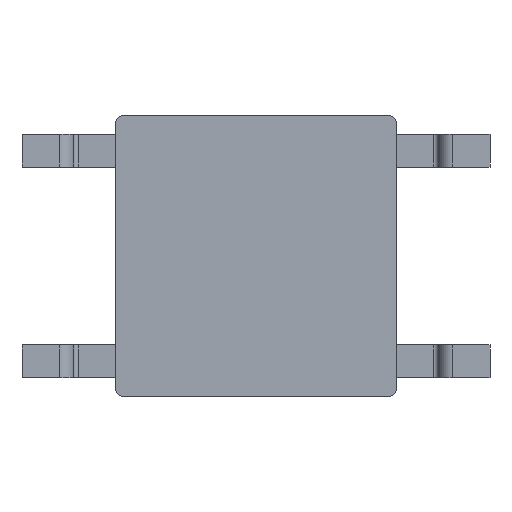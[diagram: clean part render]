
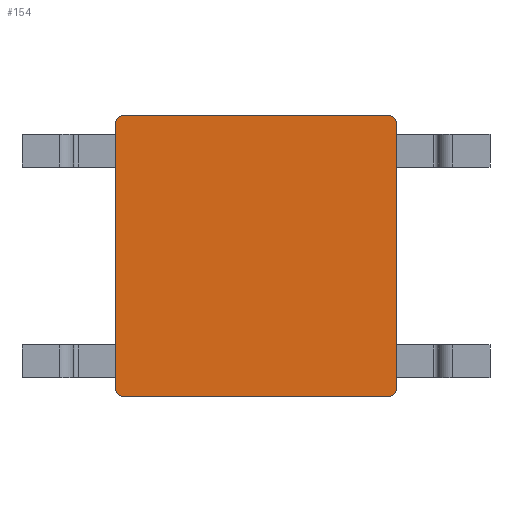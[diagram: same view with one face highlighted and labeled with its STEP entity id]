
A CAD part, front view. The second image highlights one B-rep face of the part: STEP entity #154.
In plain terms, the highlighted planar face has unit normal (0, -1, 0).
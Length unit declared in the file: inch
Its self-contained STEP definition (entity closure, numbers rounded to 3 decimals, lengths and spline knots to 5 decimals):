
#3 = EDGE_CURVE ( 'NONE', #2757, #1825, #1893, .T. ) ;
#59 = ORIENTED_EDGE ( 'NONE', *, *, #2461, .F. ) ;
#83 = ORIENTED_EDGE ( 'NONE', *, *, #184, .T. ) ;
#142 = AXIS2_PLACEMENT_3D ( 'NONE', #2725, #829, #2413 ) ;
#154 = ADVANCED_FACE ( 'NONE', ( #278 ), #1387, .F. ) ;
#184 = EDGE_CURVE ( 'NONE', #1369, #1825, #3076, .T. ) ;
#208 = CARTESIAN_POINT ( 'NONE',  ( -0.11811, 0., -0.11811 ) ) ;
#278 = FACE_OUTER_BOUND ( 'NONE', #2251, .T. ) ;
#283 = EDGE_CURVE ( 'NONE', #1391, #1884, #2609, .T. ) ;
#363 = ORIENTED_EDGE ( 'NONE', *, *, #1071, .T. ) ;
#474 = DIRECTION ( 'NONE',  ( 0., 0., -1. ) ) ;
#534 = VERTEX_POINT ( 'NONE', #1935 ) ;
#689 = EDGE_CURVE ( 'NONE', #1369, #2179, #1021, .T. ) ;
#704 = DIRECTION ( 'NONE',  ( 0., -1., 0. ) ) ;
#730 = AXIS2_PLACEMENT_3D ( 'NONE', #925, #2003, #1231 ) ;
#829 = DIRECTION ( 'NONE',  ( 0., 1., 0. ) ) ;
#925 = CARTESIAN_POINT ( 'NONE',  ( 0.1122, 0., 0.1122 ) ) ;
#993 = DIRECTION ( 'NONE',  ( 0., 0., 1. ) ) ;
#1021 = LINE ( 'NONE', #2117, #1182 ) ;
#1071 = EDGE_CURVE ( 'NONE', #1391, #534, #1247, .T. ) ;
#1182 = VECTOR ( 'NONE', #2951, 39.37008 ) ;
#1220 = ORIENTED_EDGE ( 'NONE', *, *, #2290, .T. ) ;
#1231 = DIRECTION ( 'NONE',  ( 0., 0., 1. ) ) ;
#1247 = CIRCLE ( 'NONE', #1588, 0.00591 ) ;
#1351 = AXIS2_PLACEMENT_3D ( 'NONE', #1439, #704, #3163 ) ;
#1369 = VERTEX_POINT ( 'NONE', #2127 ) ;
#1387 = PLANE ( 'NONE',  #142 ) ;
#1391 = VERTEX_POINT ( 'NONE', #1875 ) ;
#1439 = CARTESIAN_POINT ( 'NONE',  ( 0.1122, 0., -0.1122 ) ) ;
#1566 = VERTEX_POINT ( 'NONE', #2306 ) ;
#1588 = AXIS2_PLACEMENT_3D ( 'NONE', #1928, #1675, #2769 ) ;
#1629 = VECTOR ( 'NONE', #474, 39.37008 ) ;
#1631 = CARTESIAN_POINT ( 'NONE',  ( -0.1122, 0., -0.1122 ) ) ;
#1675 = DIRECTION ( 'NONE',  ( 0., -1., 0. ) ) ;
#1825 = VERTEX_POINT ( 'NONE', #3132 ) ;
#1875 = CARTESIAN_POINT ( 'NONE',  ( -0.1122, 0., 0.11811 ) ) ;
#1884 = VERTEX_POINT ( 'NONE', #2883 ) ;
#1885 = AXIS2_PLACEMENT_3D ( 'NONE', #1631, #3027, #2191 ) ;
#1893 = LINE ( 'NONE', #2959, #1629 ) ;
#1928 = CARTESIAN_POINT ( 'NONE',  ( -0.1122, 0., 0.1122 ) ) ;
#1935 = CARTESIAN_POINT ( 'NONE',  ( -0.11811, 0., 0.1122 ) ) ;
#2003 = DIRECTION ( 'NONE',  ( 0., -1., 0. ) ) ;
#2040 = VECTOR ( 'NONE', #2372, 39.37008 ) ;
#2117 = CARTESIAN_POINT ( 'NONE',  ( -0.11811, 0., -0.11811 ) ) ;
#2121 = CARTESIAN_POINT ( 'NONE',  ( 0.11811, 0., 0.1122 ) ) ;
#2127 = CARTESIAN_POINT ( 'NONE',  ( 0.1122, 0., -0.11811 ) ) ;
#2156 = ORIENTED_EDGE ( 'NONE', *, *, #3, .F. ) ;
#2163 = CIRCLE ( 'NONE', #730, 0.00591 ) ;
#2179 = VERTEX_POINT ( 'NONE', #3529 ) ;
#2191 = DIRECTION ( 'NONE',  ( 0., 0., 1. ) ) ;
#2220 = CIRCLE ( 'NONE', #1885, 0.00591 ) ;
#2251 = EDGE_LOOP ( 'NONE', ( #2156, #1220, #2661, #363, #59, #3319, #3322, #83 ) ) ;
#2290 = EDGE_CURVE ( 'NONE', #2757, #1884, #2163, .T. ) ;
#2306 = CARTESIAN_POINT ( 'NONE',  ( -0.11811, 0., -0.1122 ) ) ;
#2358 = CARTESIAN_POINT ( 'NONE',  ( -0.11811, 0., 0.11811 ) ) ;
#2372 = DIRECTION ( 'NONE',  ( 1., 0., 0. ) ) ;
#2413 = DIRECTION ( 'NONE',  ( 1., 0., 0. ) ) ;
#2461 = EDGE_CURVE ( 'NONE', #1566, #534, #2961, .T. ) ;
#2609 = LINE ( 'NONE', #2358, #2040 ) ;
#2629 = VECTOR ( 'NONE', #993, 39.37008 ) ;
#2661 = ORIENTED_EDGE ( 'NONE', *, *, #283, .F. ) ;
#2725 = CARTESIAN_POINT ( 'NONE',  ( 0., 0., 0. ) ) ;
#2757 = VERTEX_POINT ( 'NONE', #2121 ) ;
#2769 = DIRECTION ( 'NONE',  ( 0., 0., 1. ) ) ;
#2835 = EDGE_CURVE ( 'NONE', #1566, #2179, #2220, .T. ) ;
#2883 = CARTESIAN_POINT ( 'NONE',  ( 0.1122, 0., 0.11811 ) ) ;
#2951 = DIRECTION ( 'NONE',  ( -1., 0., 0. ) ) ;
#2959 = CARTESIAN_POINT ( 'NONE',  ( 0.11811, 0., -0.11811 ) ) ;
#2961 = LINE ( 'NONE', #208, #2629 ) ;
#3027 = DIRECTION ( 'NONE',  ( 0., -1., 0. ) ) ;
#3076 = CIRCLE ( 'NONE', #1351, 0.00591 ) ;
#3132 = CARTESIAN_POINT ( 'NONE',  ( 0.11811, 0., -0.1122 ) ) ;
#3163 = DIRECTION ( 'NONE',  ( 0., 0., 1. ) ) ;
#3319 = ORIENTED_EDGE ( 'NONE', *, *, #2835, .T. ) ;
#3322 = ORIENTED_EDGE ( 'NONE', *, *, #689, .F. ) ;
#3529 = CARTESIAN_POINT ( 'NONE',  ( -0.1122, 0., -0.11811 ) ) ;
